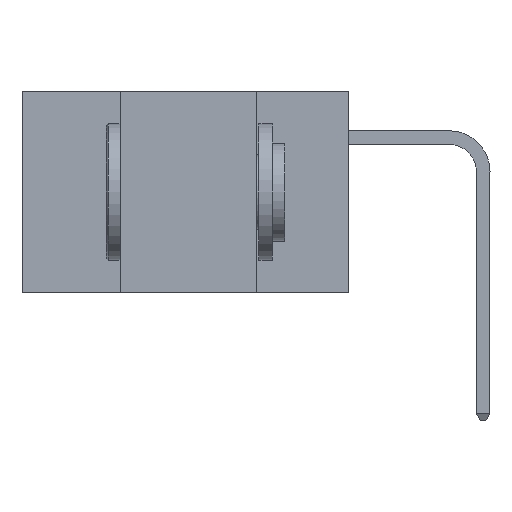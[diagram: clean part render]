
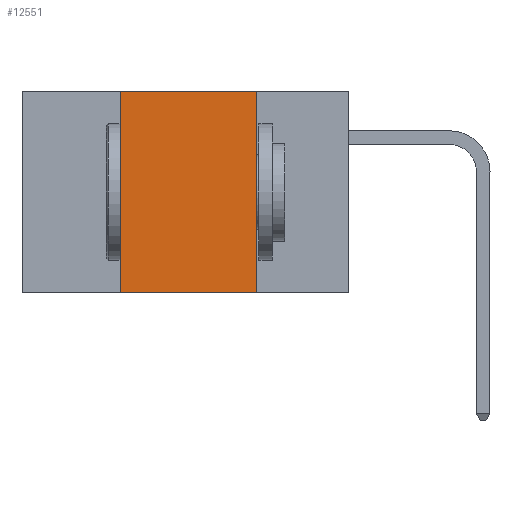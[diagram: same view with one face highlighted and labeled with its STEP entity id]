
A CAD part, left-side view. The second image highlights one B-rep face of the part: STEP entity #12551.
In plain terms, the highlighted planar face has unit normal (-1, 0, 0).
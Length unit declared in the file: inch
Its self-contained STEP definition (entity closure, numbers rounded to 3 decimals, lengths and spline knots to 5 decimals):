
#1701 = DIRECTION ( 'NONE',  ( 0., 0., -1. ) ) ;
#2123 = EDGE_CURVE ( 'NONE', #33167, #37917, #4067, .T. ) ;
#2770 = LINE ( 'NONE', #18302, #17664 ) ;
#2818 = DIRECTION ( 'NONE',  ( 0., -1., 0. ) ) ;
#3089 = VECTOR ( 'NONE', #29297, 39.37008 ) ;
#4067 = LINE ( 'NONE', #8476, #3089 ) ;
#4855 = EDGE_CURVE ( 'NONE', #33167, #15602, #8939, .T. ) ;
#6472 = EDGE_CURVE ( 'NONE', #24278, #15602, #2770, .T. ) ;
#7448 = CARTESIAN_POINT ( 'NONE',  ( 0., 0.6, -0.37 ) ) ;
#8313 = FACE_OUTER_BOUND ( 'NONE', #31101, .T. ) ;
#8476 = CARTESIAN_POINT ( 'NONE',  ( 0., 0.42, 0. ) ) ;
#8939 = LINE ( 'NONE', #7448, #23816 ) ;
#10438 = DIRECTION ( 'NONE',  ( 0., -1., 0. ) ) ;
#12551 = ADVANCED_FACE ( 'NONE', ( #8313 ), #34348, .F. ) ;
#12664 = LINE ( 'NONE', #38330, #34539 ) ;
#15602 = VERTEX_POINT ( 'NONE', #22500 ) ;
#15804 = EDGE_CURVE ( 'NONE', #37917, #24278, #12664, .T. ) ;
#16541 = CARTESIAN_POINT ( 'NONE',  ( 0., 0.6, 0. ) ) ;
#17664 = VECTOR ( 'NONE', #21294, 39.37008 ) ;
#18302 = CARTESIAN_POINT ( 'NONE',  ( 0., 0.17, 0. ) ) ;
#19553 = DIRECTION ( 'NONE',  ( 1., 0., 0. ) ) ;
#20464 = CARTESIAN_POINT ( 'NONE',  ( 0., 0.42, 0. ) ) ;
#21294 = DIRECTION ( 'NONE',  ( 0., 0., -1. ) ) ;
#21317 = ORIENTED_EDGE ( 'NONE', *, *, #6472, .F. ) ;
#22500 = CARTESIAN_POINT ( 'NONE',  ( 0., 0.17, -0.37 ) ) ;
#23816 = VECTOR ( 'NONE', #10438, 39.37008 ) ;
#24278 = VERTEX_POINT ( 'NONE', #34150 ) ;
#26101 = AXIS2_PLACEMENT_3D ( 'NONE', #16541, #19553, #1701 ) ;
#26914 = ORIENTED_EDGE ( 'NONE', *, *, #4855, .T. ) ;
#29297 = DIRECTION ( 'NONE',  ( 0., 0., 1. ) ) ;
#30187 = ORIENTED_EDGE ( 'NONE', *, *, #15804, .F. ) ;
#31101 = EDGE_LOOP ( 'NONE', ( #21317, #30187, #32969, #26914 ) ) ;
#32969 = ORIENTED_EDGE ( 'NONE', *, *, #2123, .F. ) ;
#33167 = VERTEX_POINT ( 'NONE', #36819 ) ;
#34150 = CARTESIAN_POINT ( 'NONE',  ( 0., 0.17, 0. ) ) ;
#34348 = PLANE ( 'NONE',  #26101 ) ;
#34539 = VECTOR ( 'NONE', #2818, 39.37008 ) ;
#36819 = CARTESIAN_POINT ( 'NONE',  ( 0., 0.42, -0.37 ) ) ;
#37917 = VERTEX_POINT ( 'NONE', #20464 ) ;
#38330 = CARTESIAN_POINT ( 'NONE',  ( 0., 0.6, 0. ) ) ;
